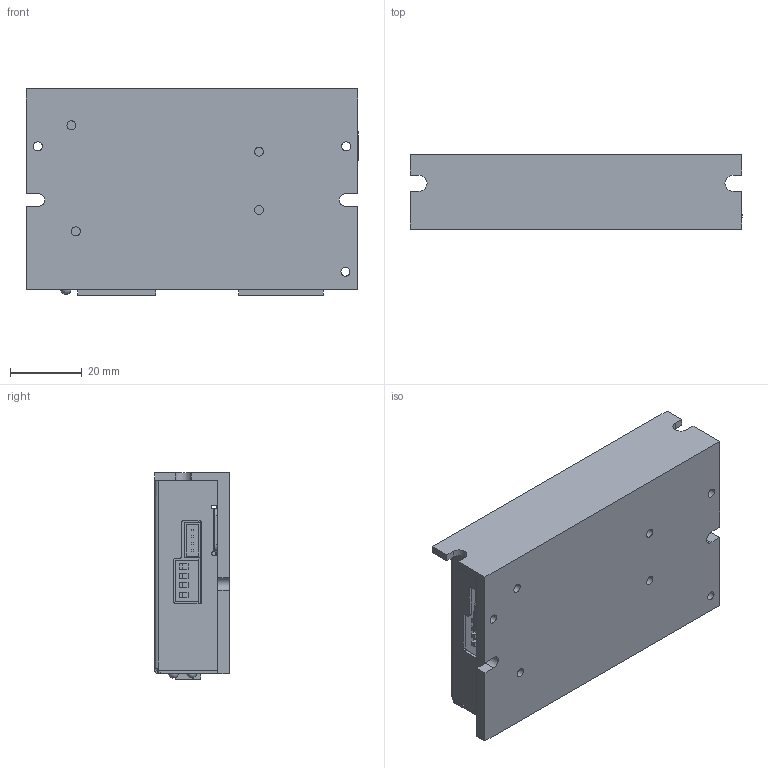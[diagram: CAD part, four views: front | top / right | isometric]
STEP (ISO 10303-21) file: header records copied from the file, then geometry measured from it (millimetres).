
FILE_DESCRIPTION (( 'STEP AP203' ), '1' );
FILE_NAME ('SR2.STEP', '2013-12-27T00:52:32', ( 'Sky123.Org' ), ( 'Sky123.Org' ), 'SwSTEP 2.0', 'SolidWorks 2011', '' );
FILE_SCHEMA (( 'CONFIG_CONTROL_DESIGN' ));
Length unit declared in the file: millimetre
Products named in the file (14): SR2; A2342导热垫片; A2342奻裔; SRS4-3-01-RICHICO_Default; 2343PCB; IPAK; s4b-ph-k-s; ECE-EPM1041100Z; 6PIN(3.5); Kingbright_L-7104MD_Default; ECE-EPM1081100Z; 6PIN脣釱; 2342PCB; A2342散热器
Assembly tree (20 placements, depth 3):
  SR2
    A2342奻裔
    A2342散热器
    SRS4-3-01-RICHICO_Default
    A2342导热垫片
    2343PCB
      s4b-ph-k-s
      IPAK  x8
      ECE-EPM1041100Z
      6PIN(3.5)
      Kingbright_L-7104MD_Default
      2342PCB
      ECE-EPM1081100Z
      6PIN脣釱
Bounding box: 92.6 x 20.8 x 57.5 mm (x, y, z)
Volume: 36394.5 mm3; surface area: 47446.2 mm2
Topology: 19 solids, 19 shells, 1019 faces, 2560 edges, 1683 vertices
Faces by surface type: plane 948, cylinder 67, cone 2, sphere 2
Full cylindrical faces by diameter (mm): 2.5 x7, 2.9 x2, 3.2 x3, 3.3 x2, 3.5 x4, 4.75 x2, 6.4 x1
Entity records: 25216 total; most frequent: CARTESIAN_POINT 4252, ORIENTED_EDGE 3964, DIRECTION 3740, EDGE_CURVE 1982, LINE 1844, VECTOR 1844, VERTEX_POINT 1312, EDGE_LOOP 950
